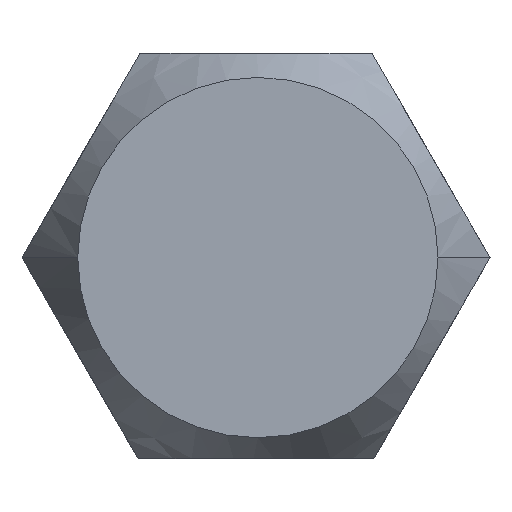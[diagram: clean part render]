
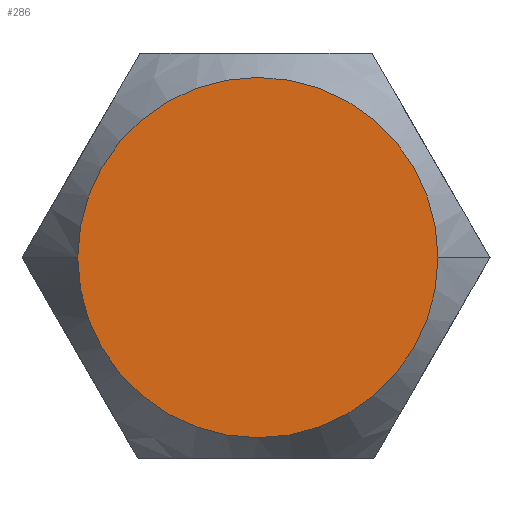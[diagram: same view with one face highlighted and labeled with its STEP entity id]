
A CAD part, front view. The second image highlights one B-rep face of the part: STEP entity #286.
In plain terms, the highlighted planar face has unit normal (0, -1, 0).
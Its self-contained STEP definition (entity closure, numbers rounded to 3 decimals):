
#173 = DIRECTION ( 'NONE',  ( 0., 0., -1. ) ) ;
#286 = ADVANCED_FACE ( 'NONE', ( #3501 ), #2350, .T. ) ;
#359 = EDGE_CURVE ( 'NONE', #361, #430, #4356, .T. ) ;
#361 = VERTEX_POINT ( 'NONE', #948 ) ;
#430 = VERTEX_POINT ( 'NONE', #3560 ) ;
#491 = AXIS2_PLACEMENT_3D ( 'NONE', #1398, #1755, #4311 ) ;
#870 = CARTESIAN_POINT ( 'NONE',  ( -0.029, 0., -6.3 ) ) ;
#939 = DIRECTION ( 'NONE',  ( -1., 0., 0. ) ) ;
#948 = CARTESIAN_POINT ( 'NONE',  ( -2.8, 0., 0. ) ) ;
#1111 = EDGE_LOOP ( 'NONE', ( #3962, #1538 ) ) ;
#1191 = DIRECTION ( 'NONE',  ( 0., -1., 0. ) ) ;
#1398 = CARTESIAN_POINT ( 'NONE',  ( 0., 0., 0. ) ) ;
#1533 = EDGE_CURVE ( 'NONE', #430, #361, #3820, .T. ) ;
#1538 = ORIENTED_EDGE ( 'NONE', *, *, #1533, .F. ) ;
#1588 = AXIS2_PLACEMENT_3D ( 'NONE', #870, #1191, #173 ) ;
#1755 = DIRECTION ( 'NONE',  ( 0., 1., 0. ) ) ;
#2350 = PLANE ( 'NONE',  #1588 ) ;
#2577 = AXIS2_PLACEMENT_3D ( 'NONE', #4569, #3150, #939 ) ;
#3150 = DIRECTION ( 'NONE',  ( 0., 1., 0. ) ) ;
#3501 = FACE_OUTER_BOUND ( 'NONE', #1111, .T. ) ;
#3560 = CARTESIAN_POINT ( 'NONE',  ( 2.8, 0., 0. ) ) ;
#3820 = CIRCLE ( 'NONE', #491, 2.8 ) ;
#3962 = ORIENTED_EDGE ( 'NONE', *, *, #359, .F. ) ;
#4311 = DIRECTION ( 'NONE',  ( -1., 0., 0. ) ) ;
#4356 = CIRCLE ( 'NONE', #2577, 2.8 ) ;
#4569 = CARTESIAN_POINT ( 'NONE',  ( 0., 0., 0. ) ) ;
